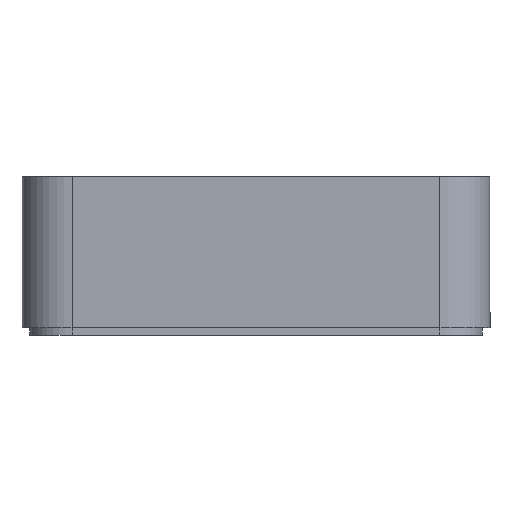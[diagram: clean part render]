
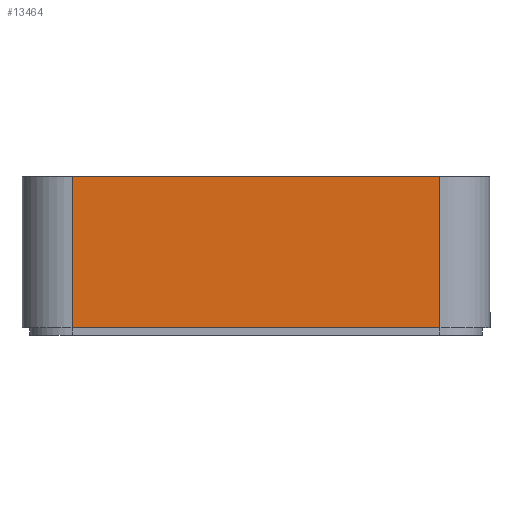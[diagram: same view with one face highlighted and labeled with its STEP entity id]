
A CAD part, front view. The second image highlights one B-rep face of the part: STEP entity #13464.
In plain terms, the highlighted planar face has unit normal (0, -1, 0).
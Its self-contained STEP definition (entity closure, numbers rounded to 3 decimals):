
#1662=FACE_OUTER_BOUND('',#2447,.T.);
#2447=EDGE_LOOP('',(#10858,#10859,#10860,#10861));
#3400=LINE('',#21518,#4649);
#3452=LINE('',#21659,#4701);
#3485=LINE('',#21736,#4734);
#3486=LINE('',#21738,#4735);
#4649=VECTOR('',#15381,10.);
#4701=VECTOR('',#15515,10.);
#4734=VECTOR('',#15604,10.);
#4735=VECTOR('',#15607,10.);
#5971=VERTEX_POINT('',#21515);
#5972=VERTEX_POINT('',#21517);
#6019=VERTEX_POINT('',#21656);
#6020=VERTEX_POINT('',#21658);
#7639=EDGE_CURVE('',#5971,#5972,#3400,.T.);
#7709=EDGE_CURVE('',#6019,#6020,#3452,.T.);
#7749=EDGE_CURVE('',#6019,#5972,#3485,.T.);
#7750=EDGE_CURVE('',#6020,#5971,#3486,.T.);
#10858=ORIENTED_EDGE('',*,*,#7749,.T.);
#10859=ORIENTED_EDGE('',*,*,#7639,.F.);
#10860=ORIENTED_EDGE('',*,*,#7750,.F.);
#10861=ORIENTED_EDGE('',*,*,#7709,.F.);
#12896=PLANE('',#14148);
#13464=ADVANCED_FACE('',(#1662),#12896,.T.);
#14148=AXIS2_PLACEMENT_3D('',#21737,#15605,#15606);
#15381=DIRECTION('',(1.,0.,0.));
#15515=DIRECTION('',(-1.,0.,0.));
#15604=DIRECTION('',(0.,0.,1.));
#15605=DIRECTION('center_axis',(0.,-1.,0.));
#15606=DIRECTION('ref_axis',(1.,0.,0.));
#15607=DIRECTION('',(0.,0.,1.));
#21515=CARTESIAN_POINT('',(-21.409,-36.229,2.));
#21517=CARTESIAN_POINT('',(24.874,-36.229,2.));
#21518=CARTESIAN_POINT('',(-21.409,-36.229,2.));
#21656=CARTESIAN_POINT('',(24.874,-36.229,-17.));
#21658=CARTESIAN_POINT('',(-21.409,-36.229,-17.));
#21659=CARTESIAN_POINT('',(-21.409,-36.229,-17.));
#21736=CARTESIAN_POINT('',(24.874,-36.229,0.));
#21737=CARTESIAN_POINT('Origin',(-21.409,-36.229,0.));
#21738=CARTESIAN_POINT('',(-21.409,-36.229,0.));
